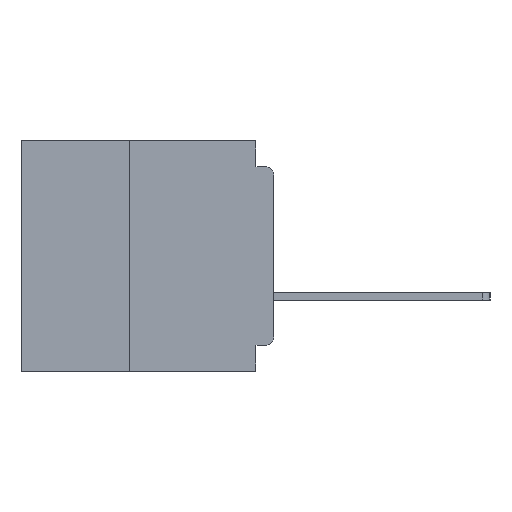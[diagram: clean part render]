
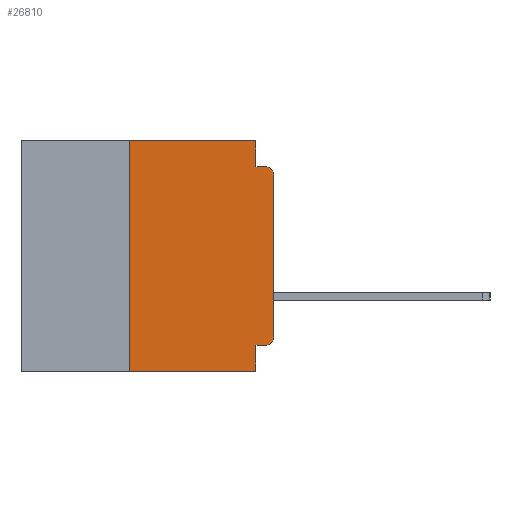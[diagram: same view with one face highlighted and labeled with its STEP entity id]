
A CAD part, left-side view. The second image highlights one B-rep face of the part: STEP entity #26810.
In plain terms, the highlighted planar face has unit normal (-1, 0, 0).
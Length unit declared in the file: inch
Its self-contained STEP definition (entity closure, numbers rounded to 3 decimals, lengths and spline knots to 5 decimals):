
#1015 = DIRECTION ( 'NONE',  ( 0., 0., 1. ) ) ;
#1063 = VERTEX_POINT ( 'NONE', #4144 ) ;
#1327 = CARTESIAN_POINT ( 'NONE',  ( 0., 0., -0.06 ) ) ;
#1380 = PLANE ( 'NONE',  #14789 ) ;
#1468 = VERTEX_POINT ( 'NONE', #29960 ) ;
#1504 = VECTOR ( 'NONE', #16633, 39.37008 ) ;
#1869 = ORIENTED_EDGE ( 'NONE', *, *, #2788, .T. ) ;
#2788 = EDGE_CURVE ( 'NONE', #26485, #1063, #19838, .T. ) ;
#2808 = ORIENTED_EDGE ( 'NONE', *, *, #32290, .F. ) ;
#3216 = VERTEX_POINT ( 'NONE', #19223 ) ;
#3529 = CARTESIAN_POINT ( 'NONE',  ( 0., 0.031, 0. ) ) ;
#3689 = ORIENTED_EDGE ( 'NONE', *, *, #33705, .T. ) ;
#3739 = VECTOR ( 'NONE', #14733, 39.37008 ) ;
#3778 = CARTESIAN_POINT ( 'NONE',  ( 0., 0., -0.045 ) ) ;
#3913 = ORIENTED_EDGE ( 'NONE', *, *, #8543, .F. ) ;
#4144 = CARTESIAN_POINT ( 'NONE',  ( 0., 0.031, -0.4 ) ) ;
#4186 = ORIENTED_EDGE ( 'NONE', *, *, #34539, .T. ) ;
#4294 = VERTEX_POINT ( 'NONE', #9360 ) ;
#4320 = DIRECTION ( 'NONE',  ( 0., 0., -1. ) ) ;
#4386 = EDGE_CURVE ( 'NONE', #1468, #33084, #9377, .T. ) ;
#5535 = VECTOR ( 'NONE', #19895, 39.37008 ) ;
#5655 = CARTESIAN_POINT ( 'NONE',  ( 0., 0.437, 0. ) ) ;
#5786 = EDGE_LOOP ( 'NONE', ( #3689, #4186, #16049, #12774, #3913, #27587, #1869, #2808, #12843, #9603 ) ) ;
#8010 = CARTESIAN_POINT ( 'NONE',  ( 0., 0.25, -0.4 ) ) ;
#8436 = EDGE_CURVE ( 'NONE', #26485, #30727, #9103, .T. ) ;
#8543 = EDGE_CURVE ( 'NONE', #30727, #27322, #28388, .T. ) ;
#9103 = LINE ( 'NONE', #8010, #1504 ) ;
#9360 = CARTESIAN_POINT ( 'NONE',  ( 0., 0.031, -0.045 ) ) ;
#9377 = LINE ( 'NONE', #9848, #23726 ) ;
#9603 = ORIENTED_EDGE ( 'NONE', *, *, #13315, .T. ) ;
#9848 = CARTESIAN_POINT ( 'NONE',  ( 0., 0., -0.355 ) ) ;
#11574 = DIRECTION ( 'NONE',  ( -1., 0., 0. ) ) ;
#11965 = LINE ( 'NONE', #3778, #19644 ) ;
#12545 = CARTESIAN_POINT ( 'NONE',  ( 0., 0.031, -0.355 ) ) ;
#12774 = ORIENTED_EDGE ( 'NONE', *, *, #20627, .F. ) ;
#12843 = ORIENTED_EDGE ( 'NONE', *, *, #4386, .F. ) ;
#13143 = CIRCLE ( 'NONE', #22426, 0.015 ) ;
#13315 = EDGE_CURVE ( 'NONE', #1468, #15008, #21880, .T. ) ;
#14267 = CARTESIAN_POINT ( 'NONE',  ( 0., 0.25, -0.4 ) ) ;
#14733 = DIRECTION ( 'NONE',  ( 0., 0., -1. ) ) ;
#14789 = AXIS2_PLACEMENT_3D ( 'NONE', #18443, #21434, #4320 ) ;
#15008 = VERTEX_POINT ( 'NONE', #25501 ) ;
#16049 = ORIENTED_EDGE ( 'NONE', *, *, #28442, .F. ) ;
#16322 = CARTESIAN_POINT ( 'NONE',  ( 0., 0.015, -0.06 ) ) ;
#16633 = DIRECTION ( 'NONE',  ( 0., 0., 1. ) ) ;
#16996 = CARTESIAN_POINT ( 'NONE',  ( 0., 0.437, -0.4 ) ) ;
#18273 = AXIS2_PLACEMENT_3D ( 'NONE', #28757, #11574, #31648 ) ;
#18443 = CARTESIAN_POINT ( 'NONE',  ( 0., 0.437, 0. ) ) ;
#19223 = CARTESIAN_POINT ( 'NONE',  ( 0., 0.015, -0.045 ) ) ;
#19229 = DIRECTION ( 'NONE',  ( 0., 0., -1. ) ) ;
#19644 = VECTOR ( 'NONE', #26636, 39.37008 ) ;
#19715 = LINE ( 'NONE', #29212, #27317 ) ;
#19838 = LINE ( 'NONE', #16996, #5535 ) ;
#19895 = DIRECTION ( 'NONE',  ( 0., -1., 0. ) ) ;
#20627 = EDGE_CURVE ( 'NONE', #27322, #4294, #19715, .T. ) ;
#21434 = DIRECTION ( 'NONE',  ( 1., 0., 0. ) ) ;
#21880 = CIRCLE ( 'NONE', #18273, 0.015 ) ;
#22426 = AXIS2_PLACEMENT_3D ( 'NONE', #16322, #36289, #19229 ) ;
#22777 = VERTEX_POINT ( 'NONE', #1327 ) ;
#23726 = VECTOR ( 'NONE', #32768, 39.37008 ) ;
#25501 = CARTESIAN_POINT ( 'NONE',  ( 0., 0., -0.34 ) ) ;
#26485 = VERTEX_POINT ( 'NONE', #14267 ) ;
#26636 = DIRECTION ( 'NONE',  ( 0., -1., 0. ) ) ;
#26810 = ADVANCED_FACE ( 'NONE', ( #35233 ), #1380, .F. ) ;
#27317 = VECTOR ( 'NONE', #29090, 39.37008 ) ;
#27322 = VERTEX_POINT ( 'NONE', #3529 ) ;
#27587 = ORIENTED_EDGE ( 'NONE', *, *, #8436, .F. ) ;
#28388 = LINE ( 'NONE', #5655, #35052 ) ;
#28442 = EDGE_CURVE ( 'NONE', #4294, #3216, #11965, .T. ) ;
#28739 = CARTESIAN_POINT ( 'NONE',  ( 0., 0.25, 0. ) ) ;
#28757 = CARTESIAN_POINT ( 'NONE',  ( 0., 0.015, -0.34 ) ) ;
#29046 = CARTESIAN_POINT ( 'NONE',  ( 0., 0.031, -0.4 ) ) ;
#29090 = DIRECTION ( 'NONE',  ( 0., 0., -1. ) ) ;
#29212 = CARTESIAN_POINT ( 'NONE',  ( 0., 0.031, 0. ) ) ;
#29960 = CARTESIAN_POINT ( 'NONE',  ( 0., 0.015, -0.355 ) ) ;
#30298 = LINE ( 'NONE', #35281, #36045 ) ;
#30727 = VERTEX_POINT ( 'NONE', #28739 ) ;
#31648 = DIRECTION ( 'NONE',  ( 0., 0., -1. ) ) ;
#32290 = EDGE_CURVE ( 'NONE', #33084, #1063, #34127, .T. ) ;
#32768 = DIRECTION ( 'NONE',  ( 0., 1., 0. ) ) ;
#33084 = VERTEX_POINT ( 'NONE', #12545 ) ;
#33705 = EDGE_CURVE ( 'NONE', #15008, #22777, #30298, .T. ) ;
#34127 = LINE ( 'NONE', #29046, #3739 ) ;
#34130 = DIRECTION ( 'NONE',  ( 0., -1., 0. ) ) ;
#34539 = EDGE_CURVE ( 'NONE', #22777, #3216, #13143, .T. ) ;
#35052 = VECTOR ( 'NONE', #34130, 39.37008 ) ;
#35233 = FACE_OUTER_BOUND ( 'NONE', #5786, .T. ) ;
#35281 = CARTESIAN_POINT ( 'NONE',  ( 0., 0., 0. ) ) ;
#36045 = VECTOR ( 'NONE', #1015, 39.37008 ) ;
#36289 = DIRECTION ( 'NONE',  ( -1., 0., 0. ) ) ;
